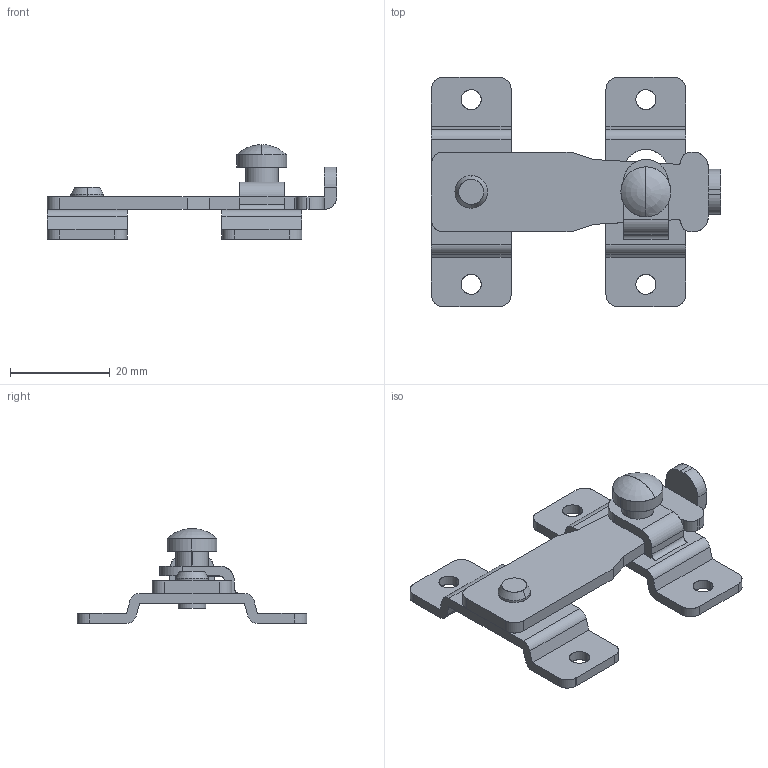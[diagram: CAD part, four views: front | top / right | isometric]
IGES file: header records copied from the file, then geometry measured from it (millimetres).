
Start section: SolidWorks IGES file using analytic representation for surfaces
Global section: file name: C-1249-4.IGS,15; native system: HSolidWorks 2011; preprocessor: SolidWorks 2011; author: 0849sm; date: 120308.105728; units: millimetre
Bounding box: 58 x 46 x 19 mm (x, y, z)
Surface area: 6616.5 mm2 (no closed solid volume)
Topology: 0 solids, 0 shells, 122 faces, 1810 edges, 1809 vertices
Faces by surface type: revolution 62, bspline 60
